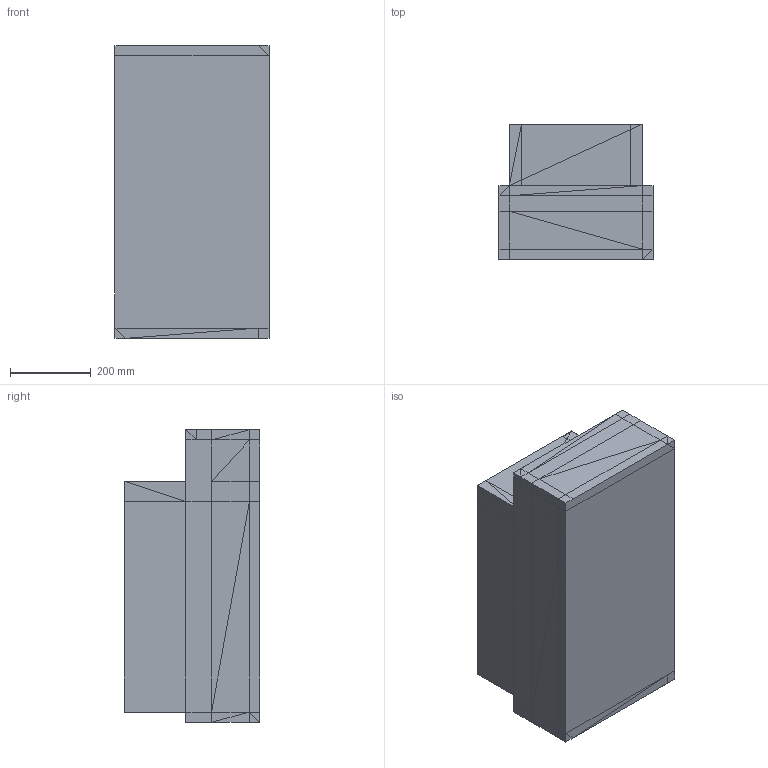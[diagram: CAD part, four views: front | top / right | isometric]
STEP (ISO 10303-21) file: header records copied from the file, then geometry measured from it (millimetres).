
FILE_DESCRIPTION(/* description */ (''),/* implementation_level */ '2;1');
FILE_NAME(/* name */ 'CanBusHouing.stp',/* time_stamp */ '2017-12-01T15:37:49-08:00',/* author */ ('steele'),/* organization */ (''),/* preprocessor_version */ 'ST-DEVELOPER v17',/* originating_system */ 'Autodesk Inventor 2018',/* authorisation */ '');
FILE_SCHEMA (('AUTOMOTIVE_DESIGN { 1 0 10303 214 3 1 1 }'));
Length unit declared in the file: millimetre
Products named in the file (2): CanBusHouing; CanBusHouing_1
Assembly tree (1 placements, depth 2):
  CanBusHouing
    CanBusHouing_1
Bounding box: 381 x 335.28 x 723.9 mm (x, y, z)
Volume: 24548073.8 mm3; surface area: 1873023.3 mm2
Topology: 1 solids, 1 shells, 192 faces, 344 edges, 154 vertices
Faces by surface type: bspline 192
Entity records: 6285 total; most frequent: CARTESIAN_POINT 3917, ORIENTED_EDGE 688, B_SPLINE_CURVE_WITH_KNOTS 344, EDGE_CURVE 344, FACE_OUTER_BOUND 192, EDGE_LOOP 192, B_SPLINE_SURFACE_WITH_KNOTS 192, ADVANCED_FACE 192
